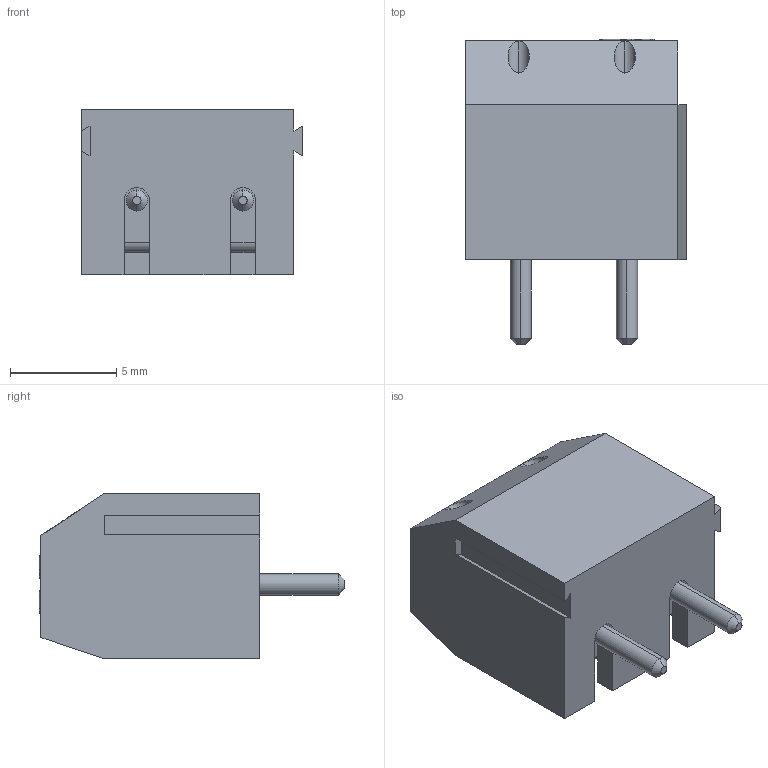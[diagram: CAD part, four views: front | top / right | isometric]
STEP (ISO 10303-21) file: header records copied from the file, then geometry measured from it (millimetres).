
FILE_DESCRIPTION (( 'STEP AP214' ), '1' );
FILE_NAME ('Montagem.STEP', '2018-05-21T22:05:09', ( '' ), ( '' ), 'SwSTEP 2.0', 'SolidWorks 2016', '' );
FILE_SCHEMA (( 'AUTOMOTIVE_DESIGN' ));
Length unit declared in the file: millimetre
Products named in the file (5): Parafuso; Chapa metalica; Terminal; Corpo; Montagem
Assembly tree (7 placements, depth 2):
  Montagem
    Corpo
    Terminal  x2
    Chapa metalica  x2
    Parafuso  x2
Bounding box: 10.4 x 14.38 x 7.8 mm (x, y, z)
Volume: 545.3 mm3; surface area: 1501 mm2
Topology: 7 solids, 7 shells, 325 faces, 860 edges, 552 vertices
Faces by surface type: plane 165, cylinder 106, bspline 24, cone 20, torus 10
Entity records: 9051 total; most frequent: CARTESIAN_POINT 4498, ORIENTED_EDGE 988, DIRECTION 821, EDGE_CURVE 494, VERTEX_POINT 318, VECTOR 293, LINE 293, AXIS2_PLACEMENT_3D 264
